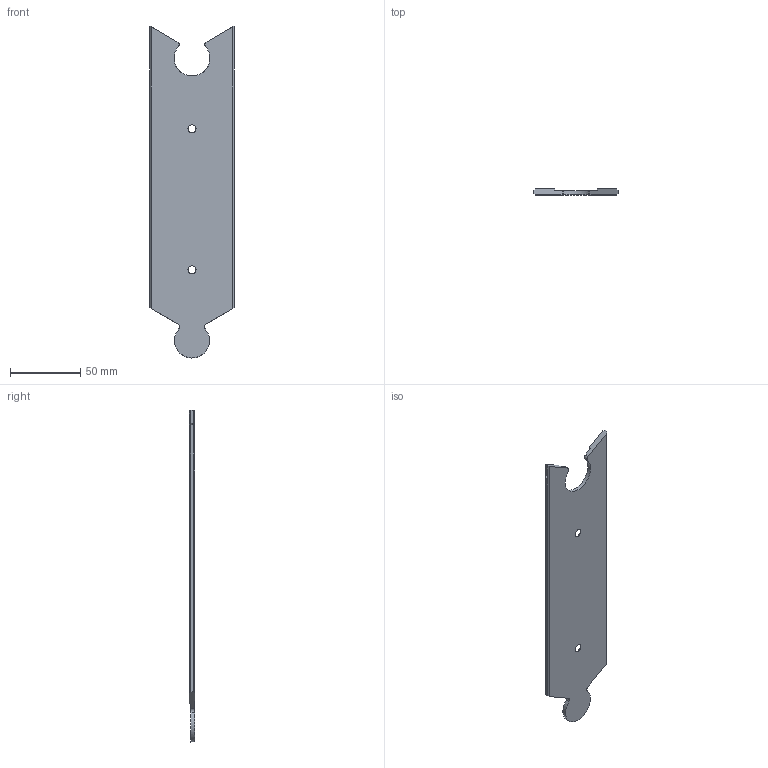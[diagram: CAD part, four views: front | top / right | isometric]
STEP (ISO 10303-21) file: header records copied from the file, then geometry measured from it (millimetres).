
FILE_DESCRIPTION((''),'2;1');
FILE_NAME('CAD-9258','2025-02-14T10:59:45',('creinig-se'),(''),'CREO PARAMETRIC BY PTC INC, 2022284','CREO PARAMETRIC BY PTC INC, 2022284','');
FILE_SCHEMA(('CONFIG_CONTROL_DESIGN','SHAPE_APPEARANCE_LAYERS_GROUPS'));
Length unit declared in the file: millimetre
Products named in the file (1): CAD-9258
Bounding box: 60 x 4 x 235.5 mm (x, y, z)
Volume: 39499.6 mm3; surface area: 26459.3 mm2
Topology: 1 solids, 1 shells, 50 faces, 142 edges, 94 vertices
Faces by surface type: plane 36, cylinder 10, cone 4
Entity records: 2139 total; most frequent: CARTESIAN_POINT 286, ORIENTED_EDGE 284, DIRECTION 276, PRESENTATION_STYLE_ASSIGNMENT 143, STYLED_ITEM 143, CURVE_STYLE 142, EDGE_CURVE 142, VECTOR 108
